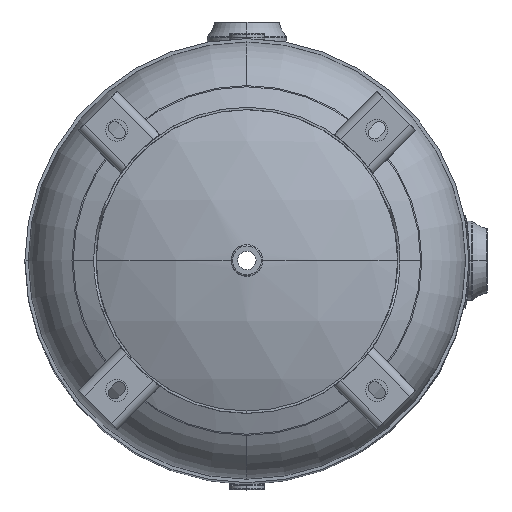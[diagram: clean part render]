
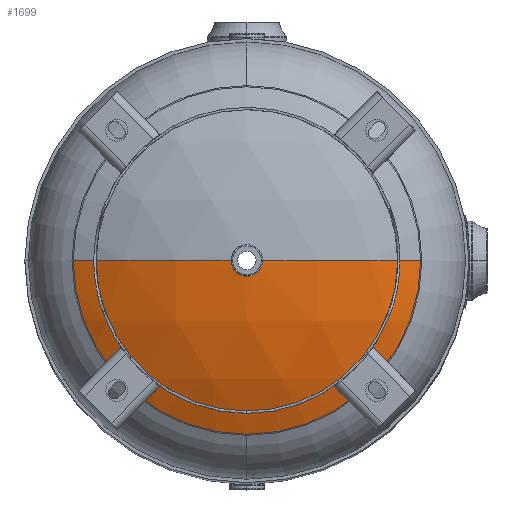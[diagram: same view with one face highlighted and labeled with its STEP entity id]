
A CAD part, top view. The second image highlights one B-rep face of the part: STEP entity #1699.
In plain terms, the highlighted spherical face has radius 457.2 mm.
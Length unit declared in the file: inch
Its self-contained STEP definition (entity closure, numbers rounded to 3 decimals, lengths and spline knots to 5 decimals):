
#1699 = ADVANCED_FACE ( 'NONE', ( #6329 ), #6331, .T. ) ;
#3231 = CARTESIAN_POINT ( 'NONE',  ( 0., 0., 23.98553 ) ) ;
#3232 = DIRECTION ( 'NONE',  ( 0., 0., 1. ) ) ;
#3233 = DIRECTION ( 'NONE',  ( -1., 0., 0. ) ) ;
#3234 = CARTESIAN_POINT ( 'NONE',  ( 0., 0., 22.12452 ) ) ;
#3235 = DIRECTION ( 'NONE',  ( 0., 0., -1. ) ) ;
#3236 = DIRECTION ( 'NONE',  ( 0., 1., 0. ) ) ;
#3237 = CARTESIAN_POINT ( 'NONE',  ( 0., 0., 6. ) ) ;
#3238 = DIRECTION ( 'NONE',  ( 0., 1., 0. ) ) ;
#3239 = DIRECTION ( 'NONE',  ( 0., 0., 1. ) ) ;
#3240 = CARTESIAN_POINT ( 'NONE',  ( 0., 0., 22.12452 ) ) ;
#3241 = DIRECTION ( 'NONE',  ( 0., 0., -1. ) ) ;
#3242 = DIRECTION ( 'NONE',  ( 0., 1., 0. ) ) ;
#4801 = EDGE_CURVE ( 'NONE', #5492, #5472, #5775, .T. ) ;
#4802 = EDGE_CURVE ( 'NONE', #5469, #5467, #5779, .T. ) ;
#4803 = EDGE_CURVE ( 'NONE', #5472, #5469, #5773, .T. ) ;
#4804 = EDGE_CURVE ( 'NONE', #5467, #5466, #5769, .T. ) ;
#4809 = EDGE_CURVE ( 'NONE', #5492, #5466, #5761, .T. ) ;
#5466 = VERTEX_POINT ( 'NONE', #9339 ) ;
#5467 = VERTEX_POINT ( 'NONE', #9340 ) ;
#5469 = VERTEX_POINT ( 'NONE', #9342 ) ;
#5472 = VERTEX_POINT ( 'NONE', #9345 ) ;
#5492 = VERTEX_POINT ( 'NONE', #9365 ) ;
#5759 = AXIS2_PLACEMENT_3D ( 'NONE', #8050, #8051, #8052 ) ;
#5761 = CIRCLE ( 'NONE', #5759, 18. ) ;
#5766 = AXIS2_PLACEMENT_3D ( 'NONE', #3240, #3241, #3242 ) ;
#5768 = AXIS2_PLACEMENT_3D ( 'NONE', #3237, #3238, #3239 ) ;
#5769 = CIRCLE ( 'NONE', #5766, 8. ) ;
#5770 = AXIS2_PLACEMENT_3D ( 'NONE', #3234, #3235, #3236 ) ;
#5772 = AXIS2_PLACEMENT_3D ( 'NONE', #3231, #3232, #3233 ) ;
#5773 = CIRCLE ( 'NONE', #5768, 18. ) ;
#5775 = CIRCLE ( 'NONE', #5772, 0.7215 ) ;
#5779 = CIRCLE ( 'NONE', #5770, 8. ) ;
#6328 = CARTESIAN_POINT ( 'NONE',  ( 0., 0., 6. ) ) ;
#6329 = FACE_OUTER_BOUND ( 'NONE', #10302, .T. ) ;
#6331 = SPHERICAL_SURFACE ( 'NONE', #7427, 18. ) ;
#6334 = DIRECTION ( 'NONE',  ( 0., -1., 0. ) ) ;
#6335 = DIRECTION ( 'NONE',  ( 1., 0., 0. ) ) ;
#7427 = AXIS2_PLACEMENT_3D ( 'NONE', #6328, #6334, #6335 ) ;
#8050 = CARTESIAN_POINT ( 'NONE',  ( 0., 0., 6. ) ) ;
#8051 = DIRECTION ( 'NONE',  ( 0., -1., 0. ) ) ;
#8052 = DIRECTION ( 'NONE',  ( 1., 0., 0. ) ) ;
#8782 = ORIENTED_EDGE ( 'NONE', *, *, #4803, .F. ) ;
#8783 = ORIENTED_EDGE ( 'NONE', *, *, #4802, .F. ) ;
#8784 = ORIENTED_EDGE ( 'NONE', *, *, #4804, .F. ) ;
#8785 = ORIENTED_EDGE ( 'NONE', *, *, #4809, .T. ) ;
#8786 = ORIENTED_EDGE ( 'NONE', *, *, #4801, .F. ) ;
#9339 = CARTESIAN_POINT ( 'NONE',  ( -8., 0., 22.12452 ) ) ;
#9340 = CARTESIAN_POINT ( 'NONE',  ( 0., -8., 22.12452 ) ) ;
#9342 = CARTESIAN_POINT ( 'NONE',  ( 8., 0., 22.12452 ) ) ;
#9345 = CARTESIAN_POINT ( 'NONE',  ( 0.7215, 0., 23.98553 ) ) ;
#9365 = CARTESIAN_POINT ( 'NONE',  ( -0.7215, 0., 23.98553 ) ) ;
#10302 = EDGE_LOOP ( 'NONE', ( #8786, #8785, #8784, #8783, #8782 ) ) ;
